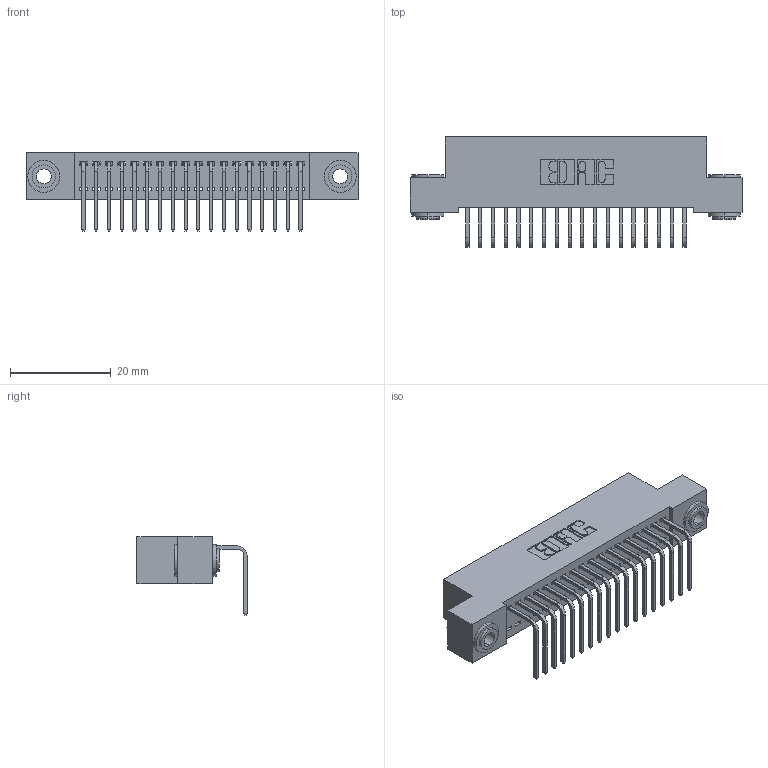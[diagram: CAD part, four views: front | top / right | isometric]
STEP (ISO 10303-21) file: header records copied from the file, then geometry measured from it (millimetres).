
FILE_DESCRIPTION (( 'STEP AP203' ), '1' );
FILE_NAME ('342-018-558-103.STEP', '2018-08-10T21:47:53', ( '' ), ( '' ), 'SwSTEP 2.0', 'SolidWorks 2016', '' );
FILE_SCHEMA (( 'CONFIG_CONTROL_DESIGN' ));
Length unit declared in the file: inch
Products named in the file (4): 342 Part_.156 TH; 345-292-001_558 Tail - 2; 342-250-002_345-250-002-102; 342-018-558-103
Assembly tree (21 placements, depth 2):
  342-018-558-103
    342 Part_.156 TH
    345-292-001_558 Tail - 2  x18
    342-250-002_345-250-002-102  x2
Bounding box: 66.04 x 21.91 x 15.62 mm (x, y, z)
Volume: 5784.8 mm3; surface area: 8613.3 mm2
Topology: 21 solids, 21 shells, 1228 faces, 3651 edges, 2406 vertices
Faces by surface type: plane 868, cylinder 352, cone 8
Entity records: 14710 total; most frequent: CARTESIAN_POINT 2519, ORIENTED_EDGE 2466, DIRECTION 2207, EDGE_CURVE 1233, VECTOR 1081, LINE 1081, VERTEX_POINT 818, AXIS2_PLACEMENT_3D 563
